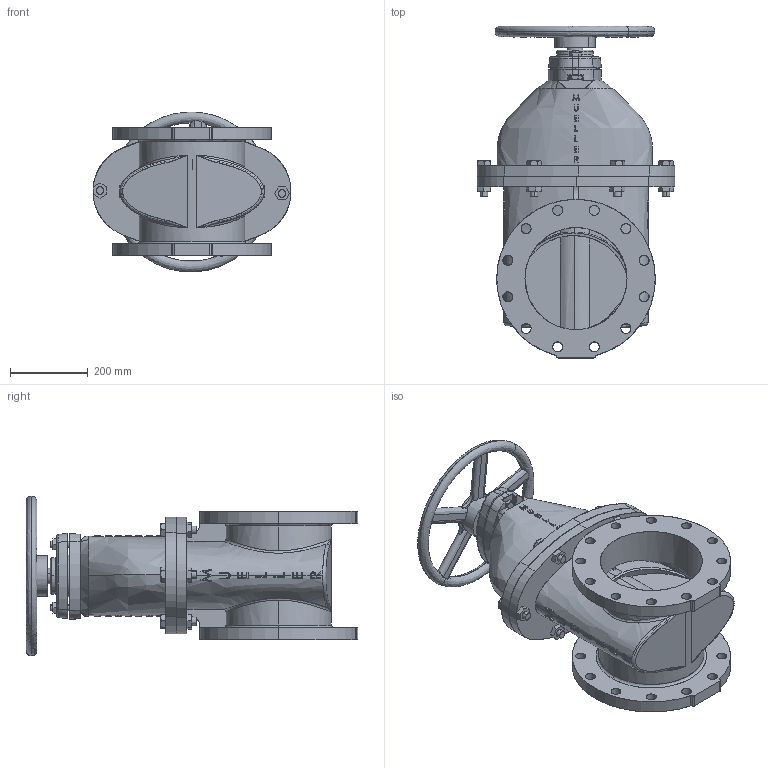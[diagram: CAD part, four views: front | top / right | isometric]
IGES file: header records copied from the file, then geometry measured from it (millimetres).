
Start section: SolidWorks IGES file using analytic representation for surfaces
Global section: file name: A-2360-6_10_H.IGS; native system: SolidWorks 2013; preprocessor: SolidWorks 2013; author: CAD M1; date: 140220.165732; units: millimetre
Bounding box: 507.76 x 850.83 x 409.63 mm (x, y, z)
Surface area: 2843236.8 mm2 (no closed solid volume)
Topology: 0 solids, 0 shells, 1121 faces, 23930 edges, 23926 vertices
Faces by surface type: bspline 792, revolution 329
